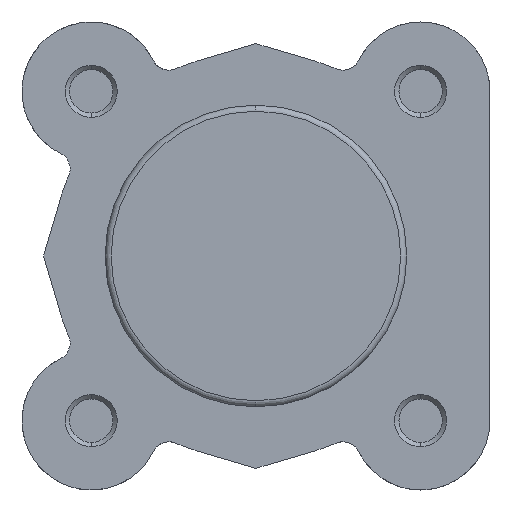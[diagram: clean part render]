
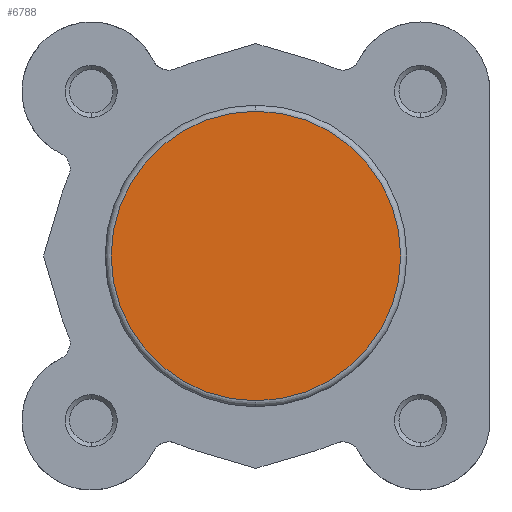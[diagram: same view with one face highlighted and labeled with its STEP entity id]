
A CAD part, left-side view. The second image highlights one B-rep face of the part: STEP entity #6788.
In plain terms, the highlighted planar face has unit normal (-1, 0, 0).
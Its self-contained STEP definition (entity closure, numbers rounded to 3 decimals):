
#42 = VERTEX_POINT ( 'NONE', #274 ) ;
#96 = VERTEX_POINT ( 'NONE', #328 ) ;
#274 = CARTESIAN_POINT ( 'NONE',  ( 0., 0., -16.7 ) ) ;
#328 = CARTESIAN_POINT ( 'NONE',  ( 0., 0., 16.7 ) ) ;
#1195 = CARTESIAN_POINT ( 'NONE',  ( 0., 0., 0. ) ) ;
#1196 = DIRECTION ( 'NONE',  ( -1., 0., 0. ) ) ;
#1197 = DIRECTION ( 'NONE',  ( 0., 0., 1. ) ) ;
#1659 = EDGE_CURVE ( 'NONE', #42, #96, #6293, .T. ) ;
#1885 = EDGE_CURVE ( 'NONE', #96, #42, #4280, .T. ) ;
#2057 = AXIS2_PLACEMENT_3D ( 'NONE', #1195, #1196, #1197 ) ;
#2161 = AXIS2_PLACEMENT_3D ( 'NONE', #3057, #3064, #3065 ) ;
#2379 = AXIS2_PLACEMENT_3D ( 'NONE', #3780, #3806, #3807 ) ;
#3057 = CARTESIAN_POINT ( 'NONE',  ( 0., 0., 0. ) ) ;
#3064 = DIRECTION ( 'NONE',  ( -1., 0., 0. ) ) ;
#3065 = DIRECTION ( 'NONE',  ( 0., 0., 1. ) ) ;
#3780 = CARTESIAN_POINT ( 'NONE',  ( 0., -17.4, 0. ) ) ;
#3799 = PLANE ( 'NONE',  #2379 ) ;
#3806 = DIRECTION ( 'NONE',  ( -1., 0., 0. ) ) ;
#3807 = DIRECTION ( 'NONE',  ( 0., 0., 1. ) ) ;
#4022 = ORIENTED_EDGE ( 'NONE', *, *, #1885, .T. ) ;
#4054 = ORIENTED_EDGE ( 'NONE', *, *, #1659, .T. ) ;
#4280 = CIRCLE ( 'NONE', #2161, 16.7 ) ;
#4741 = FACE_OUTER_BOUND ( 'NONE', #5379, .T. ) ;
#5379 = EDGE_LOOP ( 'NONE', ( #4022, #4054 ) ) ;
#6293 = CIRCLE ( 'NONE', #2057, 16.7 ) ;
#6788 = ADVANCED_FACE ( 'NONE', ( #4741 ), #3799, .T. ) ;
